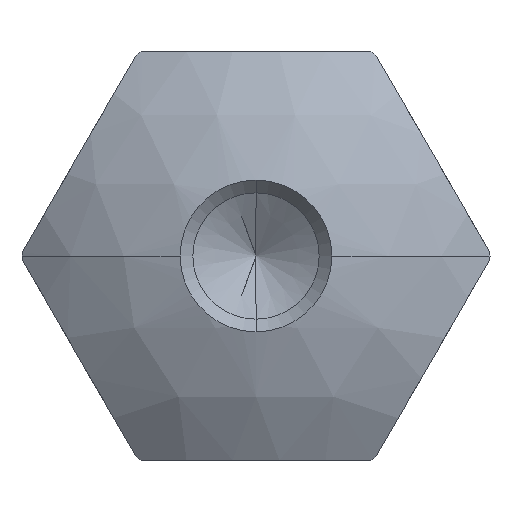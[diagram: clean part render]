
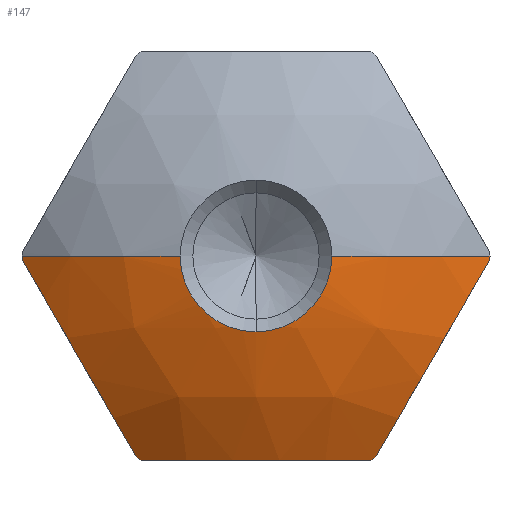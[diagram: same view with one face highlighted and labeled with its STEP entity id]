
A CAD part, front view. The second image highlights one B-rep face of the part: STEP entity #147.
In plain terms, the highlighted spherical face has radius 20 mm.
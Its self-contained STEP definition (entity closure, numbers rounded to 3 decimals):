
#11 = DIRECTION ( 'NONE',  ( 0., -1., 0. ) ) ;
#21 = CARTESIAN_POINT ( 'NONE',  ( 0., -16.983, -4.083 ) ) ;
#60 = CARTESIAN_POINT ( 'NONE',  ( 9.526, 2.596, -5.5 ) ) ;
#64 = FACE_OUTER_BOUND ( 'NONE', #428, .T. ) ;
#71 = CARTESIAN_POINT ( 'NONE',  ( 0., -12.936, 0. ) ) ;
#77 = AXIS2_PLACEMENT_3D ( 'NONE', #71, #786, #169 ) ;
#123 = VERTEX_POINT ( 'NONE', #133 ) ;
#125 = SPHERICAL_SURFACE ( 'NONE', #278, 20. ) ;
#131 = EDGE_CURVE ( 'NONE', #198, #444, #673, .T. ) ;
#133 = CARTESIAN_POINT ( 'NONE',  ( -6.454, -12.936, -10.822 ) ) ;
#146 = AXIS2_PLACEMENT_3D ( 'NONE', #222, #936, #325 ) ;
#147 = ADVANCED_FACE ( 'NONE', ( #64 ), #125, .T. ) ;
#161 = EDGE_CURVE ( 'NONE', #123, #476, #1102, .T. ) ;
#162 = DIRECTION ( 'NONE',  ( -0.5, 0., -0.866 ) ) ;
#169 = DIRECTION ( 'NONE',  ( 0., 0., -1. ) ) ;
#180 = CARTESIAN_POINT ( 'NONE',  ( -12.6, -12.936, 0. ) ) ;
#181 = ORIENTED_EDGE ( 'NONE', *, *, #742, .F. ) ;
#189 = CARTESIAN_POINT ( 'NONE',  ( 0., 2.596, 0. ) ) ;
#191 = CIRCLE ( 'NONE', #254, 4.083 ) ;
#198 = VERTEX_POINT ( 'NONE', #1283 ) ;
#211 = VERTEX_POINT ( 'NONE', #180 ) ;
#217 = CARTESIAN_POINT ( 'NONE',  ( 0., -12.936, 0. ) ) ;
#222 = CARTESIAN_POINT ( 'NONE',  ( 0., 2.596, -11. ) ) ;
#232 = CIRCLE ( 'NONE', #1094, 4.083 ) ;
#254 = AXIS2_PLACEMENT_3D ( 'NONE', #484, #1182, #584 ) ;
#265 = CARTESIAN_POINT ( 'NONE',  ( 4.083, -16.983, 0. ) ) ;
#269 = EDGE_CURVE ( 'NONE', #380, #729, #232, .T. ) ;
#278 = AXIS2_PLACEMENT_3D ( 'NONE', #1080, #1184, #588 ) ;
#282 = CIRCLE ( 'NONE', #1190, 20. ) ;
#287 = CARTESIAN_POINT ( 'NONE',  ( 0., -12.936, 0. ) ) ;
#294 = DIRECTION ( 'NONE',  ( -1., 0., 0. ) ) ;
#303 = CIRCLE ( 'NONE', #1058, 12.6 ) ;
#319 = DIRECTION ( 'NONE',  ( 0., 0., -1. ) ) ;
#324 = ORIENTED_EDGE ( 'NONE', *, *, #161, .F. ) ;
#325 = DIRECTION ( 'NONE',  ( -1., 0., 0. ) ) ;
#344 = CARTESIAN_POINT ( 'NONE',  ( 12.6, -12.936, 0. ) ) ;
#351 = AXIS2_PLACEMENT_3D ( 'NONE', #1086, #487, #1191 ) ;
#363 = CARTESIAN_POINT ( 'NONE',  ( -4.083, -16.983, 0. ) ) ;
#380 = VERTEX_POINT ( 'NONE', #21 ) ;
#395 = VERTEX_POINT ( 'NONE', #648 ) ;
#397 = DIRECTION ( 'NONE',  ( 0., 0., -1. ) ) ;
#419 = CARTESIAN_POINT ( 'NONE',  ( 0., -16.983, 0. ) ) ;
#423 = ORIENTED_EDGE ( 'NONE', *, *, #862, .F. ) ;
#428 = EDGE_LOOP ( 'NONE', ( #1127, #592, #649, #988, #979, #806, #324, #835, #423, #991, #181 ) ) ;
#444 = VERTEX_POINT ( 'NONE', #344 ) ;
#471 = EDGE_CURVE ( 'NONE', #704, #719, #512, .T. ) ;
#476 = VERTEX_POINT ( 'NONE', #1218 ) ;
#484 = CARTESIAN_POINT ( 'NONE',  ( 0., -16.983, 0. ) ) ;
#487 = DIRECTION ( 'NONE',  ( -0.866, 0., -0.5 ) ) ;
#503 = EDGE_CURVE ( 'NONE', #211, #476, #547, .T. ) ;
#512 = CIRCLE ( 'NONE', #1076, 12.6 ) ;
#517 = CIRCLE ( 'NONE', #1193, 20. ) ;
#526 = DIRECTION ( 'NONE',  ( 0., 0., 1. ) ) ;
#528 = CARTESIAN_POINT ( 'NONE',  ( 0., 2.596, 0. ) ) ;
#547 = CIRCLE ( 'NONE', #1210, 12.6 ) ;
#567 = CARTESIAN_POINT ( 'NONE',  ( 6.145, -12.936, -11. ) ) ;
#584 = DIRECTION ( 'NONE',  ( 0., 0., 1. ) ) ;
#588 = DIRECTION ( 'NONE',  ( -1., 0., 0. ) ) ;
#592 = ORIENTED_EDGE ( 'NONE', *, *, #1241, .T. ) ;
#625 = CARTESIAN_POINT ( 'NONE',  ( 0., -12.936, 0. ) ) ;
#632 = DIRECTION ( 'NONE',  ( 1., 0., 0. ) ) ;
#648 = CARTESIAN_POINT ( 'NONE',  ( -6.145, -12.936, -11. ) ) ;
#649 = ORIENTED_EDGE ( 'NONE', *, *, #1106, .T. ) ;
#673 = CIRCLE ( 'NONE', #77, 12.6 ) ;
#704 = VERTEX_POINT ( 'NONE', #567 ) ;
#719 = VERTEX_POINT ( 'NONE', #1163 ) ;
#726 = DIRECTION ( 'NONE',  ( 0., 0., -1. ) ) ;
#729 = VERTEX_POINT ( 'NONE', #363 ) ;
#742 = EDGE_CURVE ( 'NONE', #198, #719, #800, .T. ) ;
#765 = VERTEX_POINT ( 'NONE', #265 ) ;
#773 = DIRECTION ( 'NONE',  ( 0.866, 0., -0.5 ) ) ;
#786 = DIRECTION ( 'NONE',  ( 0., -1., 0. ) ) ;
#790 = AXIS2_PLACEMENT_3D ( 'NONE', #60, #773, #162 ) ;
#800 = CIRCLE ( 'NONE', #790, 16.703 ) ;
#806 = ORIENTED_EDGE ( 'NONE', *, *, #503, .T. ) ;
#835 = ORIENTED_EDGE ( 'NONE', *, *, #1204, .T. ) ;
#837 = EDGE_CURVE ( 'NONE', #211, #729, #282, .T. ) ;
#862 = EDGE_CURVE ( 'NONE', #704, #395, #933, .T. ) ;
#902 = DIRECTION ( 'NONE',  ( 0., 0., -1. ) ) ;
#928 = DIRECTION ( 'NONE',  ( 0., -1., 0. ) ) ;
#933 = CIRCLE ( 'NONE', #146, 16.703 ) ;
#936 = DIRECTION ( 'NONE',  ( 0., 0., -1. ) ) ;
#979 = ORIENTED_EDGE ( 'NONE', *, *, #837, .F. ) ;
#988 = ORIENTED_EDGE ( 'NONE', *, *, #269, .T. ) ;
#991 = ORIENTED_EDGE ( 'NONE', *, *, #471, .T. ) ;
#998 = DIRECTION ( 'NONE',  ( 0., -1., 0. ) ) ;
#1058 = AXIS2_PLACEMENT_3D ( 'NONE', #287, #998, #397 ) ;
#1076 = AXIS2_PLACEMENT_3D ( 'NONE', #625, #11, #726 ) ;
#1080 = CARTESIAN_POINT ( 'NONE',  ( 0., 2.596, 0. ) ) ;
#1086 = CARTESIAN_POINT ( 'NONE',  ( -9.526, 2.596, -5.5 ) ) ;
#1094 = AXIS2_PLACEMENT_3D ( 'NONE', #419, #1122, #526 ) ;
#1102 = CIRCLE ( 'NONE', #351, 16.703 ) ;
#1106 = EDGE_CURVE ( 'NONE', #765, #380, #191, .T. ) ;
#1122 = DIRECTION ( 'NONE',  ( 0., 1., 0. ) ) ;
#1127 = ORIENTED_EDGE ( 'NONE', *, *, #131, .T. ) ;
#1163 = CARTESIAN_POINT ( 'NONE',  ( 6.454, -12.936, -10.822 ) ) ;
#1182 = DIRECTION ( 'NONE',  ( 0., 1., 0. ) ) ;
#1184 = DIRECTION ( 'NONE',  ( 0., 0., -1. ) ) ;
#1190 = AXIS2_PLACEMENT_3D ( 'NONE', #528, #1227, #632 ) ;
#1191 = DIRECTION ( 'NONE',  ( -0.5, 0., 0.866 ) ) ;
#1193 = AXIS2_PLACEMENT_3D ( 'NONE', #189, #902, #294 ) ;
#1204 = EDGE_CURVE ( 'NONE', #123, #395, #303, .T. ) ;
#1210 = AXIS2_PLACEMENT_3D ( 'NONE', #217, #928, #319 ) ;
#1218 = CARTESIAN_POINT ( 'NONE',  ( -12.599, -12.936, -0.178 ) ) ;
#1227 = DIRECTION ( 'NONE',  ( 0., 0., 1. ) ) ;
#1241 = EDGE_CURVE ( 'NONE', #444, #765, #517, .T. ) ;
#1283 = CARTESIAN_POINT ( 'NONE',  ( 12.599, -12.936, -0.178 ) ) ;
